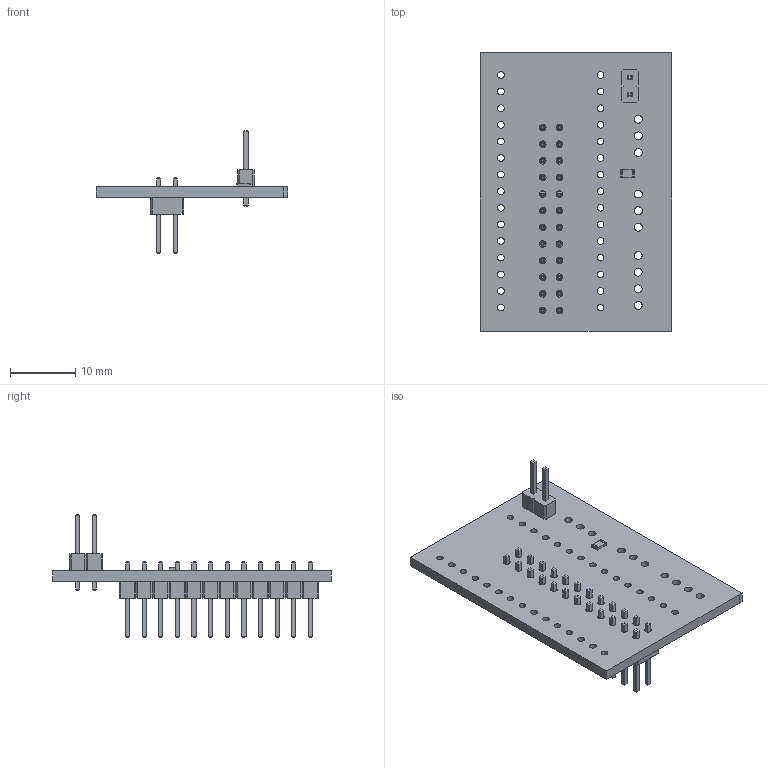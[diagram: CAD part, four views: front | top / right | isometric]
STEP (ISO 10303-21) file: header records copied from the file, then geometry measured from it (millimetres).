
FILE_DESCRIPTION(('KiCad electronic assembly'),'2;1');
FILE_NAME('NANO IO LITE.step','2019-11-02T18:32:10',('An Author'),( 'A Company'),'Open CASCADE STEP processor 6.9', 'KiCad to STEP converter','Unknown');
FILE_SCHEMA(('AUTOMOTIVE_DESIGN { 1 0 10303 214 1 1 1 1 }'));
Length unit declared in the file: millimetre
Products named in the file (9): Open CASCADE STEP translator 6.9 1; PinHeader_1x02_P2.54mm_Vertical; SOLID; Socket_header_Arduino_1x15; R_0805_2012Metric; PinHeader_2x12_P2.54mm_Vertical; COMPOUND
Assembly tree (9 placements, depth 3):
  Open CASCADE STEP translator 6.9 1
    PinHeader_1x02_P2.54mm_Vertical
      SOLID
    Socket_header_Arduino_1x15  x2
    R_0805_2012Metric
      SOLID
    PinHeader_2x12_P2.54mm_Vertical
      SOLID
    COMPOUND
Bounding box: 29.21 x 42.55 x 18.78 mm (x, y, z)
Volume: 2415.6 mm3; surface area: 4100.3 mm2
Topology: 4 solids, 4 shells, 659 faces, 1585 edges, 986 vertices
Faces by surface type: plane 585, cylinder 74
Full cylindrical faces by diameter (mm): 1 x26, 1.016 x30, 1.2 x10
Entity records: 44185 total; most frequent: CARTESIAN_POINT 7250, DIRECTION 6101, LINE 4459, VECTOR 4459, ORIENTED_EDGE 3170, PCURVE 3170, DEFINITIONAL_REPRESENTATION 3170, EDGE_CURVE 1585
